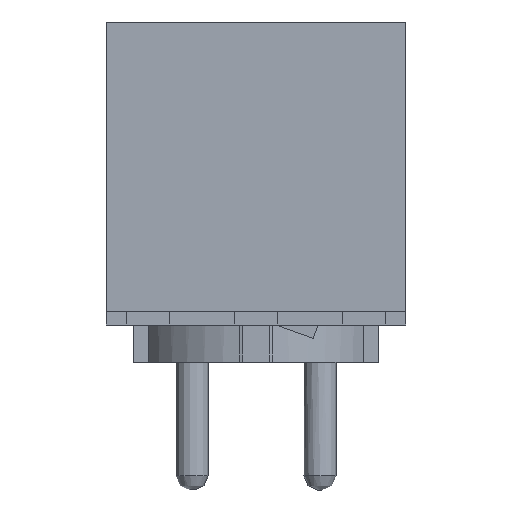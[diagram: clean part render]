
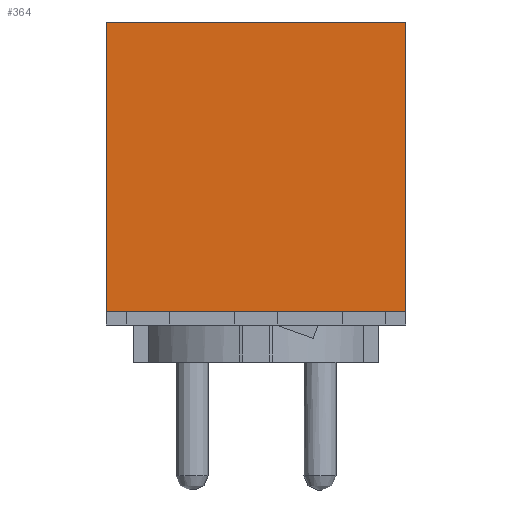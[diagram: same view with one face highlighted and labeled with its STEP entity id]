
A CAD part, left-side view. The second image highlights one B-rep face of the part: STEP entity #364.
In plain terms, the highlighted planar face has unit normal (-1, 0, 0).
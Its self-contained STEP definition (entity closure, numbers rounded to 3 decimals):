
#364 = ADVANCED_FACE ( 'NONE', ( #3278 ), #796, .F. ) ;
#749 = ORIENTED_EDGE ( 'NONE', *, *, #5659, .F. ) ;
#796 = PLANE ( 'NONE',  #3005 ) ;
#821 = LINE ( 'NONE', #5167, #5109 ) ;
#1089 = CARTESIAN_POINT ( 'NONE',  ( -221., -22.225, 45. ) ) ;
#1632 = DIRECTION ( 'NONE',  ( 1., 0., 0. ) ) ;
#1798 = EDGE_CURVE ( 'NONE', #6977, #9331, #3251, .T. ) ;
#2247 = DIRECTION ( 'NONE',  ( 0., -1., 0. ) ) ;
#2300 = VERTEX_POINT ( 'NONE', #10114 ) ;
#2579 = CARTESIAN_POINT ( 'NONE',  ( -221., 22.225, 2. ) ) ;
#2974 = EDGE_CURVE ( 'NONE', #3670, #9331, #9598, .T. ) ;
#3005 = AXIS2_PLACEMENT_3D ( 'NONE', #3203, #1632, #7250 ) ;
#3203 = CARTESIAN_POINT ( 'NONE',  ( -221., 22.225, 45. ) ) ;
#3251 = LINE ( 'NONE', #2579, #5384 ) ;
#3278 = FACE_OUTER_BOUND ( 'NONE', #3653, .T. ) ;
#3653 = EDGE_LOOP ( 'NONE', ( #7997, #8644, #749, #4849 ) ) ;
#3670 = VERTEX_POINT ( 'NONE', #6160 ) ;
#4203 = DIRECTION ( 'NONE',  ( 0., -1., 0. ) ) ;
#4456 = CARTESIAN_POINT ( 'NONE',  ( -221., -22.225, 2. ) ) ;
#4596 = CARTESIAN_POINT ( 'NONE',  ( -221., 22.225, 45. ) ) ;
#4849 = ORIENTED_EDGE ( 'NONE', *, *, #5443, .T. ) ;
#4966 = VECTOR ( 'NONE', #2247, 1000. ) ;
#5109 = VECTOR ( 'NONE', #9983, 1000. ) ;
#5167 = CARTESIAN_POINT ( 'NONE',  ( -221., 22.225, 45. ) ) ;
#5384 = VECTOR ( 'NONE', #4203, 1000. ) ;
#5443 = EDGE_CURVE ( 'NONE', #2300, #6977, #821, .T. ) ;
#5659 = EDGE_CURVE ( 'NONE', #2300, #3670, #7631, .T. ) ;
#6160 = CARTESIAN_POINT ( 'NONE',  ( -221., -22.225, 45. ) ) ;
#6977 = VERTEX_POINT ( 'NONE', #7433 ) ;
#7220 = VECTOR ( 'NONE', #8329, 1000. ) ;
#7250 = DIRECTION ( 'NONE',  ( 0., 0., -1. ) ) ;
#7433 = CARTESIAN_POINT ( 'NONE',  ( -221., 22.225, 2. ) ) ;
#7631 = LINE ( 'NONE', #4596, #4966 ) ;
#7997 = ORIENTED_EDGE ( 'NONE', *, *, #1798, .T. ) ;
#8329 = DIRECTION ( 'NONE',  ( 0., 0., -1. ) ) ;
#8644 = ORIENTED_EDGE ( 'NONE', *, *, #2974, .F. ) ;
#9331 = VERTEX_POINT ( 'NONE', #4456 ) ;
#9598 = LINE ( 'NONE', #1089, #7220 ) ;
#9983 = DIRECTION ( 'NONE',  ( 0., 0., -1. ) ) ;
#10114 = CARTESIAN_POINT ( 'NONE',  ( -221., 22.225, 45. ) ) ;
